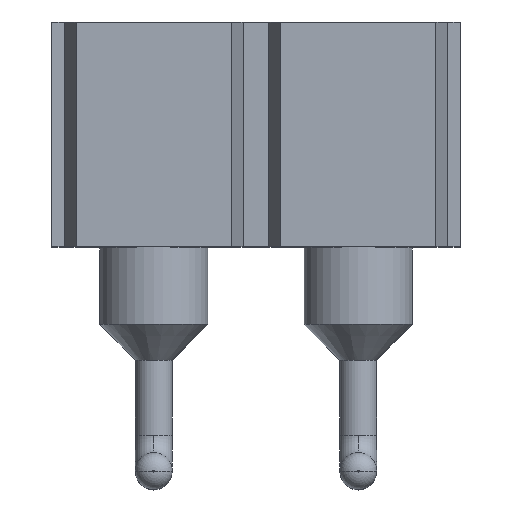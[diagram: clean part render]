
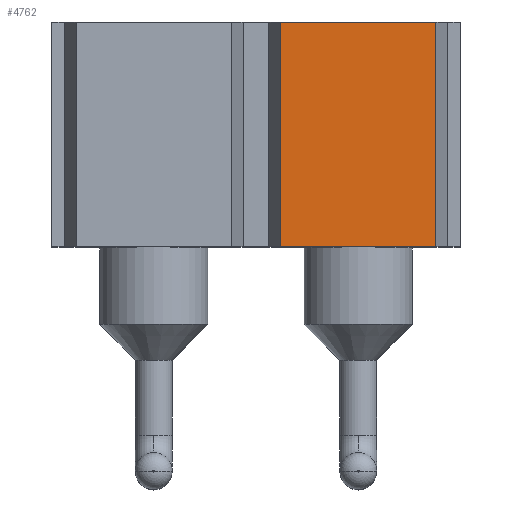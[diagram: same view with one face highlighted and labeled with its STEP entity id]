
A CAD part, top view. The second image highlights one B-rep face of the part: STEP entity #4762.
In plain terms, the highlighted planar face has unit normal (0, 0, 1).
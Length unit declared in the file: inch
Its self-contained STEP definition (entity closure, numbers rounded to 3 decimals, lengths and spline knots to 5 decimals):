
#186 = CARTESIAN_POINT ( 'NONE',  ( 0.17593, -0.11, 0. ) ) ;
#373 = CARTESIAN_POINT ( 'NONE',  ( 0.1, -0.11, 0. ) ) ;
#567 = EDGE_CURVE ( 'NONE', #6005, #6715, #1895, .T. ) ;
#1032 = CARTESIAN_POINT ( 'NONE',  ( 0.1, -0.11, 0. ) ) ;
#1288 = DIRECTION ( 'NONE',  ( 0., 1., 0. ) ) ;
#1448 = VERTEX_POINT ( 'NONE', #186 ) ;
#1478 = EDGE_CURVE ( 'NONE', #1448, #6715, #5776, .T. ) ;
#1786 = EDGE_CURVE ( 'NONE', #4887, #1448, #4428, .T. ) ;
#1871 = FACE_OUTER_BOUND ( 'NONE', #4619, .T. ) ;
#1895 = LINE ( 'NONE', #5766, #5086 ) ;
#1908 = ORIENTED_EDGE ( 'NONE', *, *, #3876, .F. ) ;
#2000 = DIRECTION ( 'NONE',  ( 1., 0., 0. ) ) ;
#2459 = CARTESIAN_POINT ( 'NONE',  ( 0.17593, -0.11, 0. ) ) ;
#2940 = DIRECTION ( 'NONE',  ( 0., 0., 1. ) ) ;
#2967 = CARTESIAN_POINT ( 'NONE',  ( 0.1, 0., 0. ) ) ;
#3117 = VECTOR ( 'NONE', #3962, 39.37008 ) ;
#3335 = CARTESIAN_POINT ( 'NONE',  ( 0., -0.11, 0. ) ) ;
#3400 = VECTOR ( 'NONE', #6072, 39.37008 ) ;
#3470 = ORIENTED_EDGE ( 'NONE', *, *, #567, .F. ) ;
#3852 = LINE ( 'NONE', #1032, #3400 ) ;
#3876 = EDGE_CURVE ( 'NONE', #4887, #6005, #3852, .T. ) ;
#3945 = VECTOR ( 'NONE', #1288, 39.37008 ) ;
#3962 = DIRECTION ( 'NONE',  ( 1., 0., 0. ) ) ;
#4423 = ORIENTED_EDGE ( 'NONE', *, *, #1478, .T. ) ;
#4428 = LINE ( 'NONE', #3335, #3117 ) ;
#4619 = EDGE_LOOP ( 'NONE', ( #1908, #4746, #4423, #3470 ) ) ;
#4746 = ORIENTED_EDGE ( 'NONE', *, *, #1786, .T. ) ;
#4762 = ADVANCED_FACE ( 'NONE', ( #1871 ), #6877, .T. ) ;
#4887 = VERTEX_POINT ( 'NONE', #373 ) ;
#5086 = VECTOR ( 'NONE', #2000, 39.37008 ) ;
#5136 = AXIS2_PLACEMENT_3D ( 'NONE', #5192, #2940, #5164 ) ;
#5164 = DIRECTION ( 'NONE',  ( 1., 0., 0. ) ) ;
#5192 = CARTESIAN_POINT ( 'NONE',  ( 0., -0.11, 0. ) ) ;
#5510 = CARTESIAN_POINT ( 'NONE',  ( 0.17593, 0., 0. ) ) ;
#5766 = CARTESIAN_POINT ( 'NONE',  ( 0., 0., 0. ) ) ;
#5776 = LINE ( 'NONE', #2459, #3945 ) ;
#6005 = VERTEX_POINT ( 'NONE', #2967 ) ;
#6072 = DIRECTION ( 'NONE',  ( 0., 1., 0. ) ) ;
#6715 = VERTEX_POINT ( 'NONE', #5510 ) ;
#6877 = PLANE ( 'NONE',  #5136 ) ;
